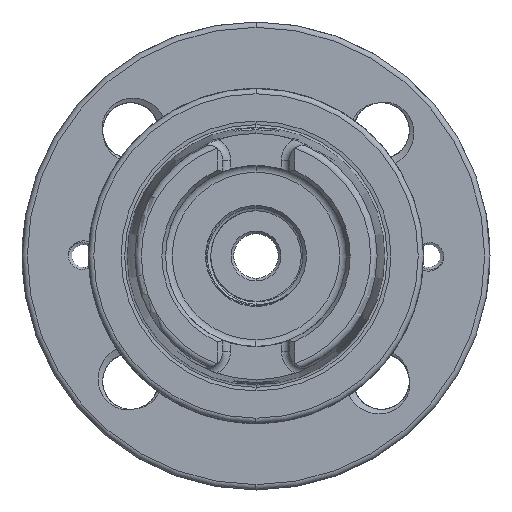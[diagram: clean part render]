
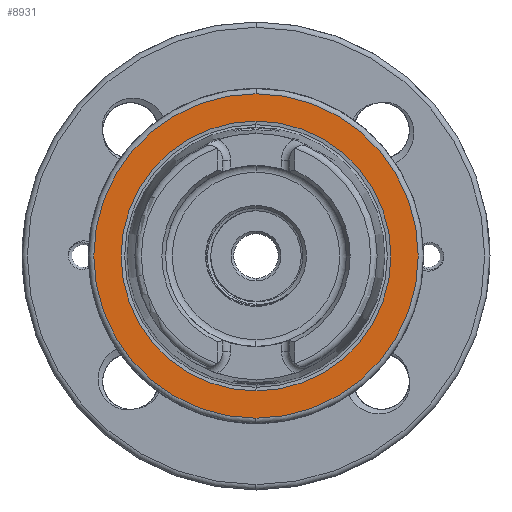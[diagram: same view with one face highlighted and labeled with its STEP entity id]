
A CAD part, left-side view. The second image highlights one B-rep face of the part: STEP entity #8931.
In plain terms, the highlighted planar face has unit normal (-1, 0, 0).
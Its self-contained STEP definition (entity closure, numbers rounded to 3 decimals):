
#6015 = DIRECTION ( 'NONE',  ( 0., 0., 1. ) ) ;
#6016 = DIRECTION ( 'NONE',  ( -1., 0., 0. ) ) ;
#6017 = CARTESIAN_POINT ( 'NONE',  ( 0., 0., 0. ) ) ;
#6018 = AXIS2_PLACEMENT_3D ( 'NONE', #6017, #6016, #6015 ) ;
#6019 = CIRCLE ( 'NONE', #6018, 30.5 ) ;
#6046 = PLANE ( 'NONE',  #6157 ) ;
#6127 = CARTESIAN_POINT ( 'NONE',  ( 0., 25.369, 0. ) ) ;
#6143 = FACE_BOUND ( 'NONE', #8871, .T. ) ;
#6144 = CIRCLE ( 'NONE', #6149, 25.369 ) ;
#6149 = AXIS2_PLACEMENT_3D ( 'NONE', #6186, #6185, #6184 ) ;
#6153 = FACE_OUTER_BOUND ( 'NONE', #8894, .T. ) ;
#6157 = AXIS2_PLACEMENT_3D ( 'NONE', #6127, #6181, #6180 ) ;
#6180 = DIRECTION ( 'NONE',  ( 0., 0., 1. ) ) ;
#6181 = DIRECTION ( 'NONE',  ( -1., 0., 0. ) ) ;
#6184 = DIRECTION ( 'NONE',  ( 0., 0., -1. ) ) ;
#6185 = DIRECTION ( 'NONE',  ( 1., 0., 0. ) ) ;
#6186 = CARTESIAN_POINT ( 'NONE',  ( 0., 0., 0. ) ) ;
#8871 = EDGE_LOOP ( 'NONE', ( #8872, #8915 ) ) ;
#8872 = ORIENTED_EDGE ( 'NONE', *, *, #11377, .T. ) ;
#8874 = EDGE_CURVE ( 'NONE', #11324, #11317, #6019, .T. ) ;
#8883 = ORIENTED_EDGE ( 'NONE', *, *, #11316, .T. ) ;
#8894 = EDGE_LOOP ( 'NONE', ( #8883, #8934 ) ) ;
#8915 = ORIENTED_EDGE ( 'NONE', *, *, #8928, .T. ) ;
#8928 = EDGE_CURVE ( 'NONE', #11372, #11369, #6144, .T. ) ;
#8931 = ADVANCED_FACE ( 'NONE', ( #6153, #6143 ), #6046, .T. ) ;
#8934 = ORIENTED_EDGE ( 'NONE', *, *, #8874, .T. ) ;
#11316 = EDGE_CURVE ( 'NONE', #11317, #11324, #26863, .T. ) ;
#11317 = VERTEX_POINT ( 'NONE', #26811 ) ;
#11324 = VERTEX_POINT ( 'NONE', #26890 ) ;
#11369 = VERTEX_POINT ( 'NONE', #26972 ) ;
#11372 = VERTEX_POINT ( 'NONE', #26970 ) ;
#11377 = EDGE_CURVE ( 'NONE', #11369, #11372, #26979, .T. ) ;
#26809 = CARTESIAN_POINT ( 'NONE',  ( 0., 0., 0. ) ) ;
#26811 = CARTESIAN_POINT ( 'NONE',  ( 0., 0., 30.5 ) ) ;
#26821 = AXIS2_PLACEMENT_3D ( 'NONE', #26809, #26861, #26860 ) ;
#26860 = DIRECTION ( 'NONE',  ( 0., 0., 1. ) ) ;
#26861 = DIRECTION ( 'NONE',  ( -1., 0., 0. ) ) ;
#26863 = CIRCLE ( 'NONE', #26821, 30.5 ) ;
#26890 = CARTESIAN_POINT ( 'NONE',  ( 0., 0., -30.5 ) ) ;
#26958 = AXIS2_PLACEMENT_3D ( 'NONE', #26969, #27004, #27003 ) ;
#26969 = CARTESIAN_POINT ( 'NONE',  ( 0., 0., 0. ) ) ;
#26970 = CARTESIAN_POINT ( 'NONE',  ( 0., 0., -25.369 ) ) ;
#26972 = CARTESIAN_POINT ( 'NONE',  ( 0., 0., 25.369 ) ) ;
#26979 = CIRCLE ( 'NONE', #26958, 25.369 ) ;
#27003 = DIRECTION ( 'NONE',  ( 0., 0., -1. ) ) ;
#27004 = DIRECTION ( 'NONE',  ( 1., 0., 0. ) ) ;
